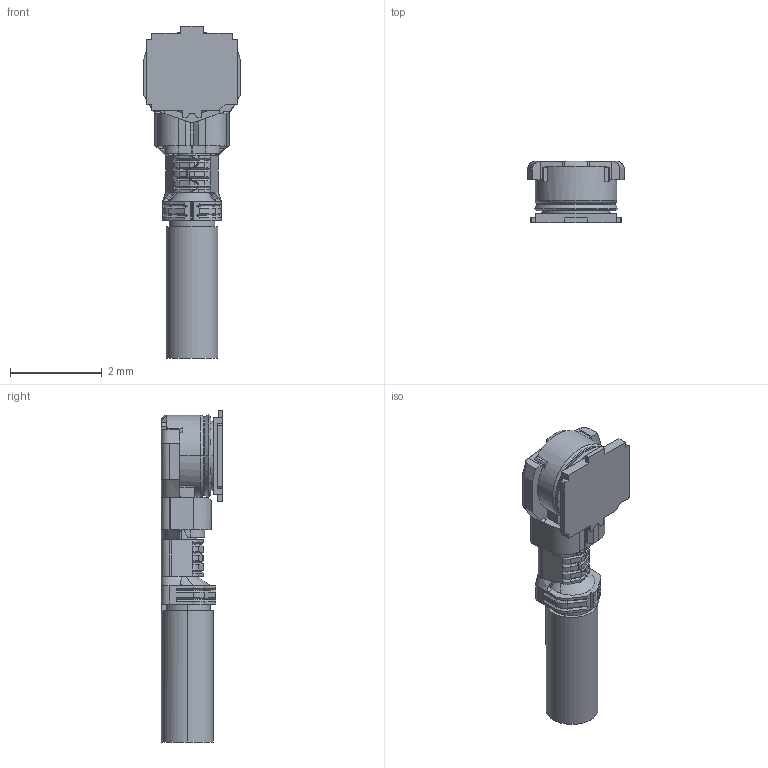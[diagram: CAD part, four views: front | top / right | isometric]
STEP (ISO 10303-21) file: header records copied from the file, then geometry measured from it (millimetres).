
FILE_DESCRIPTION (( 'STEP AP203' ), '1' );
FILE_NAME ('20565-001R-13+20579-001EC MATING STEP R8R1 ALL.STEP', '2018-04-23T12:14:03', ( '' ), ( '' ), 'SwSTEP 2.0', 'SolidWorks 2017', '' );
FILE_SCHEMA (( 'CONFIG_CONTROL_DESIGN' ));
Length unit declared in the file: millimetre
Products named in the file (1): 20565-001R-13+20579-001EC MATING STEP R8R1 ALL
Bounding box: 2.1 x 1.33 x 7.22 mm (x, y, z)
Volume: 9.3 mm3; surface area: 42.3 mm2
Topology: 1 solids, 1 shells, 379 faces, 1000 edges, 629 vertices
Faces by surface type: plane 218, cylinder 85, cone 38, bspline 31, torus 7
Entity records: 13302 total; most frequent: CARTESIAN_POINT 4168, ORIENTED_EDGE 2000, DIRECTION 1747, EDGE_CURVE 1000, LINE 671, VECTOR 671, VERTEX_POINT 629, AXIS2_PLACEMENT_3D 538
